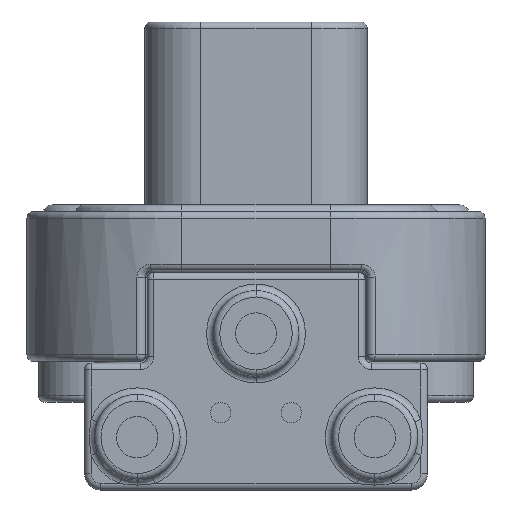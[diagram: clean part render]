
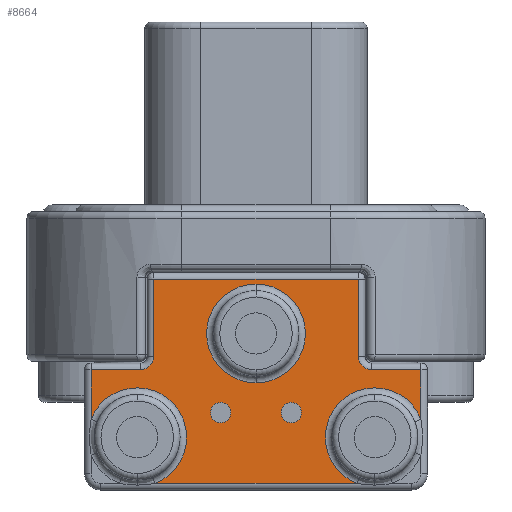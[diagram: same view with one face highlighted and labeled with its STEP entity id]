
A CAD part, front view. The second image highlights one B-rep face of the part: STEP entity #8664.
In plain terms, the highlighted planar face has unit normal (0, -1, 0).
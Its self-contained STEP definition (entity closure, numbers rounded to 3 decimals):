
#1402=CARTESIAN_POINT('',(12.713,-11.836,-30.636));
#1437=DIRECTION('',(0.,0.,-1.));
#1438=VECTOR('',#1437,3.839);
#1439=CARTESIAN_POINT('',(-12.713,-11.836,-26.797));
#1440=LINE('',#1439,#1438);
#1441=DIRECTION('',(-1.,0.,0.));
#1442=VECTOR('',#1441,3.81);
#1443=CARTESIAN_POINT('',(-8.903,-11.836,-26.797));
#1444=LINE('',#1443,#1442);
#1445=CARTESIAN_POINT('',(-8.903,-11.836,-25.781));
#1446=DIRECTION('',(0.,-1.,0.));
#1447=DIRECTION('',(0.,0.,-1.));
#1448=AXIS2_PLACEMENT_3D('',#1445,#1446,#1447);
#1450=DIRECTION('',(0.,0.,-1.));
#1451=VECTOR('',#1450,5.969);
#1452=CARTESIAN_POINT('',(-7.887,-11.836,-19.812));
#1453=LINE('',#1452,#1451);
#1454=DIRECTION('',(-1.,0.,0.));
#1455=VECTOR('',#1454,15.773);
#1456=CARTESIAN_POINT('',(7.887,-11.836,-19.812));
#1457=LINE('',#1456,#1455);
#1458=DIRECTION('',(0.,0.,1.));
#1459=VECTOR('',#1458,5.969);
#1460=CARTESIAN_POINT('',(7.887,-11.836,-25.781));
#1461=LINE('',#1460,#1459);
#1462=CARTESIAN_POINT('',(8.903,-11.836,-25.781));
#1463=DIRECTION('',(0.,-1.,0.));
#1464=DIRECTION('',(-1.,0.,0.));
#1465=AXIS2_PLACEMENT_3D('',#1462,#1463,#1464);
#1467=DIRECTION('',(-1.,0.,0.));
#1468=VECTOR('',#1467,3.81);
#1469=CARTESIAN_POINT('',(12.713,-11.836,-26.797));
#1470=LINE('',#1469,#1468);
#1471=DIRECTION('',(0.,0.,1.));
#1472=VECTOR('',#1471,3.839);
#1473=CARTESIAN_POINT('',(12.713,-11.836,-30.636));
#1474=LINE('',#1473,#1472);
#1475=DIRECTION('',(1.,0.,0.));
#1476=VECTOR('',#1475,15.578);
#1477=CARTESIAN_POINT('',(-7.789,-11.836,-35.56));
#1478=LINE('',#1477,#1476);
#1479=CARTESIAN_POINT('',(0.,-11.836,-24.003));
#1480=DIRECTION('',(0.,-1.,0.));
#1481=DIRECTION('',(0.,0.,-1.));
#1482=AXIS2_PLACEMENT_3D('',#1479,#1480,#1481);
#1484=CARTESIAN_POINT('',(0.,-11.836,-24.003));
#1485=DIRECTION('',(0.,-1.,0.));
#1486=DIRECTION('',(0.,0.,1.));
#1487=AXIS2_PLACEMENT_3D('',#1484,#1485,#1486);
#1507=CARTESIAN_POINT('',(-2.731,-11.836,-30.099));
#1508=DIRECTION('',(0.,-1.,0.));
#1509=DIRECTION('',(0.,0.,-1.));
#1510=AXIS2_PLACEMENT_3D('',#1507,#1508,#1509);
#1512=CARTESIAN_POINT('',(-2.731,-11.836,-30.099));
#1513=DIRECTION('',(0.,-1.,0.));
#1514=DIRECTION('',(0.,0.,1.));
#1515=AXIS2_PLACEMENT_3D('',#1512,#1513,#1514);
#1517=CARTESIAN_POINT('',(2.731,-11.836,-30.099));
#1518=DIRECTION('',(0.,-1.,0.));
#1519=DIRECTION('',(0.,0.,-1.));
#1520=AXIS2_PLACEMENT_3D('',#1517,#1518,#1519);
#1522=CARTESIAN_POINT('',(2.731,-11.836,-30.099));
#1523=DIRECTION('',(0.,-1.,0.));
#1524=DIRECTION('',(0.,0.,1.));
#1525=AXIS2_PLACEMENT_3D('',#1522,#1523,#1524);
#1537=CARTESIAN_POINT('',(-12.713,-11.836,-30.636));
#1587=CARTESIAN_POINT('',(-7.789,-11.836,-35.56));
#1589=CARTESIAN_POINT('',(7.789,-11.836,-35.56));
#1670=CARTESIAN_POINT('',(-9.157,-11.836,-32.004));
#1671=DIRECTION('',(0.,1.,0.));
#1672=DIRECTION('',(-0.933,0.,0.359));
#1673=AXIS2_PLACEMENT_3D('',#1670,#1671,#1672);
#1920=CARTESIAN_POINT('',(9.157,-11.836,-32.004));
#1921=DIRECTION('',(0.,1.,0.));
#1922=DIRECTION('',(-0.359,0.,-0.933));
#1923=AXIS2_PLACEMENT_3D('',#1920,#1921,#1922);
#6740=CARTESIAN_POINT('',(12.713,-11.836,-26.797));
#6741=CARTESIAN_POINT('',(8.903,-11.836,-26.797));
#6742=VERTEX_POINT('',#6740);
#6743=VERTEX_POINT('',#6741);
#6766=CARTESIAN_POINT('',(-8.903,-11.836,-26.797));
#6767=CARTESIAN_POINT('',(-12.713,-11.836,-26.797));
#6768=VERTEX_POINT('',#6766);
#6769=VERTEX_POINT('',#6767);
#6868=CARTESIAN_POINT('',(-7.887,-11.836,-25.781));
#6869=VERTEX_POINT('',#6868);
#6870=CARTESIAN_POINT('',(7.887,-11.836,-25.781));
#6871=VERTEX_POINT('',#6870);
#6892=VERTEX_POINT('',#1537);
#6902=VERTEX_POINT('',#1587);
#6906=CARTESIAN_POINT('',(0.,-11.836,-27.813));
#6907=CARTESIAN_POINT('',(0.,-11.836,-20.193));
#6908=VERTEX_POINT('',#6906);
#6909=VERTEX_POINT('',#6907);
#6914=VERTEX_POINT('',#1589);
#6924=VERTEX_POINT('',#1402);
#6950=CARTESIAN_POINT('',(-2.731,-11.836,-30.88));
#6951=CARTESIAN_POINT('',(-2.731,-11.836,-29.318));
#6952=VERTEX_POINT('',#6950);
#6953=VERTEX_POINT('',#6951);
#6980=CARTESIAN_POINT('',(2.731,-11.836,-30.88));
#6981=CARTESIAN_POINT('',(2.731,-11.836,-29.318));
#6982=VERTEX_POINT('',#6980);
#6983=VERTEX_POINT('',#6981);
#6988=CARTESIAN_POINT('',(7.887,-11.836,-19.812));
#6989=VERTEX_POINT('',#6988);
#6994=CARTESIAN_POINT('',(-7.887,-11.836,-19.812));
#6995=VERTEX_POINT('',#6994);
#8616=CARTESIAN_POINT('',(0.,-11.836,-14.859));
#8617=DIRECTION('',(0.,-1.,0.));
#8618=DIRECTION('',(0.,0.,-1.));
#8619=AXIS2_PLACEMENT_3D('',#8616,#8617,#8618);
#8620=PLANE('',#8619);
#8622=ORIENTED_EDGE('',*,*,#8621,.F.);
#8624=ORIENTED_EDGE('',*,*,#8623,.F.);
#8626=ORIENTED_EDGE('',*,*,#8625,.F.);
#8628=ORIENTED_EDGE('',*,*,#8627,.T.);
#8630=ORIENTED_EDGE('',*,*,#8629,.F.);
#8632=ORIENTED_EDGE('',*,*,#8631,.F.);
#8634=ORIENTED_EDGE('',*,*,#8633,.F.);
#8636=ORIENTED_EDGE('',*,*,#8635,.T.);
#8638=ORIENTED_EDGE('',*,*,#8637,.F.);
#8639=ORIENTED_EDGE('',*,*,#8478,.F.);
#8641=ORIENTED_EDGE('',*,*,#8640,.F.);
#8643=ORIENTED_EDGE('',*,*,#8642,.F.);
#8644=EDGE_LOOP('',(#8622,#8624,#8626,#8628,#8630,#8632,#8634,#8636,#8638,#8639,
#8641,#8643));
#8645=FACE_OUTER_BOUND('',#8644,.F.);
#8647=ORIENTED_EDGE('',*,*,#8646,.T.);
#8649=ORIENTED_EDGE('',*,*,#8648,.T.);
#8650=EDGE_LOOP('',(#8647,#8649));
#8651=FACE_BOUND('',#8650,.F.);
#8653=ORIENTED_EDGE('',*,*,#8652,.T.);
#8655=ORIENTED_EDGE('',*,*,#8654,.T.);
#8656=EDGE_LOOP('',(#8653,#8655));
#8657=FACE_BOUND('',#8656,.F.);
#8659=ORIENTED_EDGE('',*,*,#8658,.T.);
#8661=ORIENTED_EDGE('',*,*,#8660,.T.);
#8662=EDGE_LOOP('',(#8659,#8661));
#8663=FACE_BOUND('',#8662,.F.);
#1449=CIRCLE('',#1448,1.016);
#1466=CIRCLE('',#1465,1.016);
#1483=CIRCLE('',#1482,3.81);
#1488=CIRCLE('',#1487,3.81);
#1511=CIRCLE('',#1510,0.781);
#1516=CIRCLE('',#1515,0.781);
#1521=CIRCLE('',#1520,0.781);
#1526=CIRCLE('',#1525,0.781);
#1674=CIRCLE('',#1673,3.81);
#1924=CIRCLE('',#1923,3.81);
#8478=EDGE_CURVE('',#6924,#6742,#1474,.T.);
#8621=EDGE_CURVE('',#6892,#6902,#1674,.T.);
#8623=EDGE_CURVE('',#6769,#6892,#1440,.T.);
#8625=EDGE_CURVE('',#6768,#6769,#1444,.T.);
#8627=EDGE_CURVE('',#6768,#6869,#1449,.T.);
#8629=EDGE_CURVE('',#6995,#6869,#1453,.T.);
#8631=EDGE_CURVE('',#6989,#6995,#1457,.T.);
#8633=EDGE_CURVE('',#6871,#6989,#1461,.T.);
#8635=EDGE_CURVE('',#6871,#6743,#1466,.T.);
#8637=EDGE_CURVE('',#6742,#6743,#1470,.T.);
#8640=EDGE_CURVE('',#6914,#6924,#1924,.T.);
#8642=EDGE_CURVE('',#6902,#6914,#1478,.T.);
#8646=EDGE_CURVE('',#6908,#6909,#1483,.T.);
#8648=EDGE_CURVE('',#6909,#6908,#1488,.T.);
#8652=EDGE_CURVE('',#6952,#6953,#1511,.T.);
#8654=EDGE_CURVE('',#6953,#6952,#1516,.T.);
#8658=EDGE_CURVE('',#6982,#6983,#1521,.T.);
#8660=EDGE_CURVE('',#6983,#6982,#1526,.T.);
#8664=ADVANCED_FACE('',(#8645,#8651,#8657,#8663),#8620,.T.);
